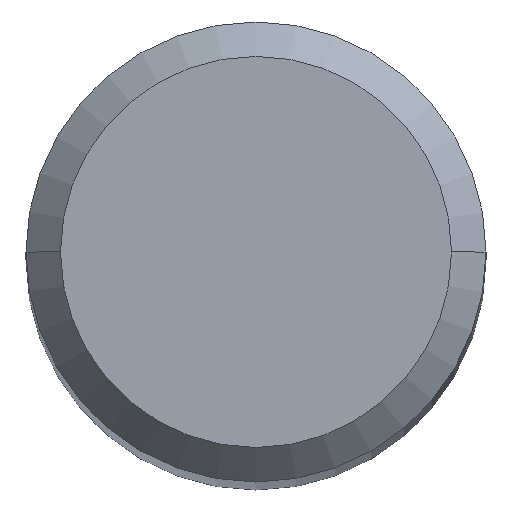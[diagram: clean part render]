
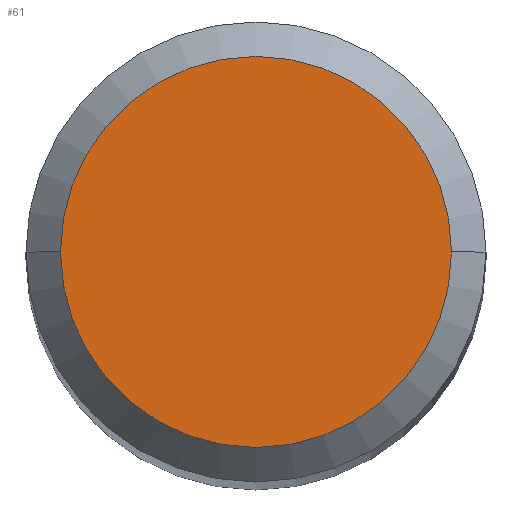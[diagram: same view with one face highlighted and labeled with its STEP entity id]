
A CAD part, top view. The second image highlights one B-rep face of the part: STEP entity #61.
In plain terms, the highlighted planar face has unit normal (0, 0, 1).
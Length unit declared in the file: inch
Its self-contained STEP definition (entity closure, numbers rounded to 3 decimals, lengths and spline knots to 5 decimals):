
#15 = FACE_OUTER_BOUND ( 'NONE', #320, .T. ) ;
#33 = CIRCLE ( 'NONE', #379, 0.10039 ) ;
#45 = PLANE ( 'NONE',  #434 ) ;
#53 = DIRECTION ( 'NONE',  ( 1., 0., 0. ) ) ;
#61 = ADVANCED_FACE ( 'NONE', ( #15 ), #45, .F. ) ;
#91 = CARTESIAN_POINT ( 'NONE',  ( 0.10039, 0., 0. ) ) ;
#93 = EDGE_CURVE ( 'NONE', #353, #153, #33, .T. ) ;
#98 = EDGE_CURVE ( 'NONE', #153, #353, #138, .T. ) ;
#129 = DIRECTION ( 'NONE',  ( 0., 0., 1. ) ) ;
#138 = CIRCLE ( 'NONE', #365, 0.10039 ) ;
#153 = VERTEX_POINT ( 'NONE', #91 ) ;
#194 = DIRECTION ( 'NONE',  ( 0., 0., -1. ) ) ;
#201 = CARTESIAN_POINT ( 'NONE',  ( 0., 0., 0. ) ) ;
#207 = ORIENTED_EDGE ( 'NONE', *, *, #98, .T. ) ;
#222 = CARTESIAN_POINT ( 'NONE',  ( 0., 0., 0. ) ) ;
#271 = DIRECTION ( 'NONE',  ( 0., 0., 1. ) ) ;
#320 = EDGE_LOOP ( 'NONE', ( #465, #207 ) ) ;
#332 = CARTESIAN_POINT ( 'NONE',  ( -0.10039, 0., 0. ) ) ;
#345 = CARTESIAN_POINT ( 'NONE',  ( 0., 0., 0. ) ) ;
#353 = VERTEX_POINT ( 'NONE', #332 ) ;
#365 = AXIS2_PLACEMENT_3D ( 'NONE', #345, #271, #385 ) ;
#379 = AXIS2_PLACEMENT_3D ( 'NONE', #201, #129, #53 ) ;
#385 = DIRECTION ( 'NONE',  ( 1., 0., 0. ) ) ;
#434 = AXIS2_PLACEMENT_3D ( 'NONE', #222, #194, #450 ) ;
#450 = DIRECTION ( 'NONE',  ( -1., 0., 0. ) ) ;
#465 = ORIENTED_EDGE ( 'NONE', *, *, #93, .T. ) ;
